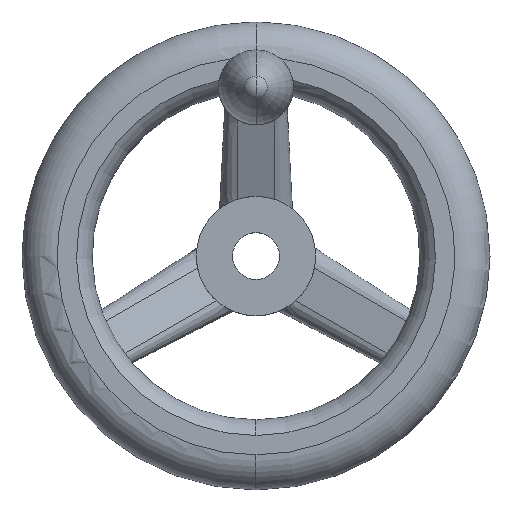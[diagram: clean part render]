
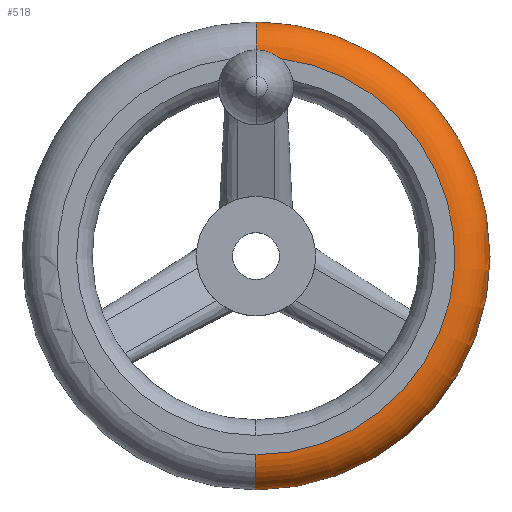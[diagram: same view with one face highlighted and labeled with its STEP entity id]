
A CAD part, top view. The second image highlights one B-rep face of the part: STEP entity #518.
In plain terms, the highlighted toroidal (fillet/blend) face has major radius 42.5 mm and minor radius 7.5 mm.
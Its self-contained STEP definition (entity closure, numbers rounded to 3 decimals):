
#332=EDGE_CURVE('',#400,#610,#834,.T.);
#336=EDGE_CURVE('',#346,#400,#838,.T.);
#342=VERTEX_POINT('',#844);
#346=VERTEX_POINT('',#849);
#400=VERTEX_POINT('',#909);
#456=EDGE_CURVE('',#632,#342,#974,.T.);
#518=ADVANCED_FACE('',(#1043),#1044,.T.);
#522=EDGE_CURVE('',#610,#632,#1048,.T.);
#558=EDGE_CURVE('',#342,#346,#1087,.T.);
#610=VERTEX_POINT('',#1144);
#632=VERTEX_POINT('',#1167);
#834=CIRCLE('',#1454,50.0);
#838=CIRCLE('',#1460,7.5);
#844=CARTESIAN_POINT('',(5.058,42.198,33.));
#849=CARTESIAN_POINT('',(0.,-42.5,33.0));
#909=CARTESIAN_POINT('',(0.,-50.0,25.5));
#974=CIRCLE('',#1761,42.5);
#1043=FACE_OUTER_BOUND('',#1861,.T.);
#1044=TOROIDAL_SURFACE('',#1862,42.5,7.5);
#1048=CIRCLE('',#1869,7.5);
#1087=CIRCLE('',#1920,42.5);
#1144=CARTESIAN_POINT('',(0.,50.0,25.5));
#1167=CARTESIAN_POINT('',(0.,42.5,33.0));
#1454=AXIS2_PLACEMENT_3D('',#2377,#2378,#2379);
#1460=AXIS2_PLACEMENT_3D('',#2383,#2384,#2385);
#1761=AXIS2_PLACEMENT_3D('',#2559,#2560,#2561);
#1861=EDGE_LOOP('',(#2656,#2657,#2658,#2659,#2660));
#1862=AXIS2_PLACEMENT_3D('',#2661,#2662,#2663);
#1869=AXIS2_PLACEMENT_3D('',#2665,#2666,#2667);
#1920=AXIS2_PLACEMENT_3D('',#2696,#2697,#2698);
#2377=CARTESIAN_POINT('',(0.,0.,25.5));
#2378=DIRECTION('',(0.,0.,1.0));
#2379=DIRECTION('',(1.0,0.0,0.));
#2383=CARTESIAN_POINT('',(0.,-42.5,25.5));
#2384=DIRECTION('',(1.0,0.,0.));
#2385=DIRECTION('',(0.,-1.0,0.));
#2559=CARTESIAN_POINT('',(0.,0.,33.0));
#2560=DIRECTION('',(0.,0.,-1.0));
#2561=DIRECTION('',(0.,1.0,0.));
#2656=ORIENTED_EDGE('',*,*,#332,.T.);
#2657=ORIENTED_EDGE('',*,*,#522,.T.);
#2658=ORIENTED_EDGE('',*,*,#456,.T.);
#2659=ORIENTED_EDGE('',*,*,#558,.T.);
#2660=ORIENTED_EDGE('',*,*,#336,.T.);
#2661=CARTESIAN_POINT('',(0.,0.,25.5));
#2662=DIRECTION('',(0.,0.,1.0));
#2663=DIRECTION('',(0.,1.0,0.0));
#2665=CARTESIAN_POINT('',(0.,42.5,25.5));
#2666=DIRECTION('',(1.0,0.,0.));
#2667=DIRECTION('',(0.,1.0,0.));
#2696=CARTESIAN_POINT('',(0.,0.,33.0));
#2697=DIRECTION('',(0.,0.,-1.0));
#2698=DIRECTION('',(0.,1.0,0.));
